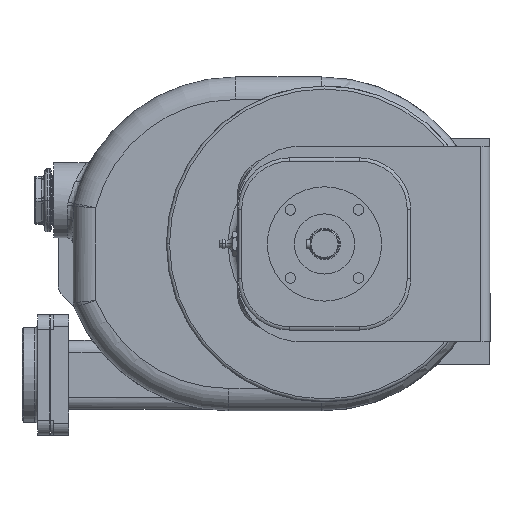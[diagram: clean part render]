
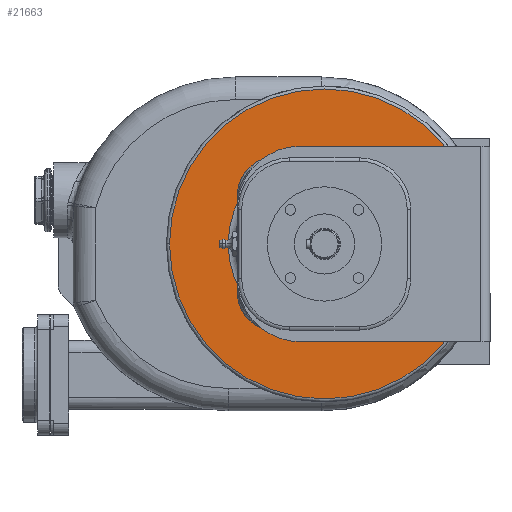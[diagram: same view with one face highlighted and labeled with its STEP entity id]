
A CAD part, left-side view. The second image highlights one B-rep face of the part: STEP entity #21663.
In plain terms, the highlighted planar face has unit normal (-1, 0, 0).
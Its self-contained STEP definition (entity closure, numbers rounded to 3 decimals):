
#5711=CARTESIAN_POINT('',(-58.5,110.,0.));
#5712=DIRECTION('',(1.,0.,0.));
#5713=DIRECTION('',(0.,1.,0.));
#5714=AXIS2_PLACEMENT_3D('',#5711,#5712,#5713);
#5716=CARTESIAN_POINT('',(-58.5,110.,0.));
#5717=DIRECTION('',(1.,0.,0.));
#5718=DIRECTION('',(0.,-1.,0.));
#5719=AXIS2_PLACEMENT_3D('',#5716,#5717,#5718);
#5721=CARTESIAN_POINT('',(-58.5,110.,0.));
#5722=DIRECTION('',(-1.,0.,0.));
#5723=DIRECTION('',(0.,-1.,0.));
#5724=AXIS2_PLACEMENT_3D('',#5721,#5722,#5723);
#5726=CARTESIAN_POINT('',(-58.5,110.,0.));
#5727=DIRECTION('',(-1.,0.,0.));
#5728=DIRECTION('',(0.,1.,0.));
#5729=AXIS2_PLACEMENT_3D('',#5726,#5727,#5728);
#12219=CARTESIAN_POINT('',(-58.5,45.989,0.));
#12220=CARTESIAN_POINT('',(-58.5,174.011,0.));
#12221=VERTEX_POINT('',#12219);
#12222=VERTEX_POINT('',#12220);
#12231=CARTESIAN_POINT('',(-58.5,213.,0.));
#12232=CARTESIAN_POINT('',(-58.5,7.,0.));
#12233=VERTEX_POINT('',#12231);
#12234=VERTEX_POINT('',#12232);
#21648=CARTESIAN_POINT('',(-58.5,110.,0.));
#21649=DIRECTION('',(-1.,0.,0.));
#21650=DIRECTION('',(0.,1.,0.));
#21651=AXIS2_PLACEMENT_3D('',#21648,#21649,#21650);
#21652=PLANE('',#21651);
#21653=ORIENTED_EDGE('',*,*,#21642,.T.);
#21654=ORIENTED_EDGE('',*,*,#21628,.T.);
#21655=EDGE_LOOP('',(#21653,#21654));
#21656=FACE_OUTER_BOUND('',#21655,.F.);
#21658=ORIENTED_EDGE('',*,*,#21657,.T.);
#21660=ORIENTED_EDGE('',*,*,#21659,.T.);
#21661=EDGE_LOOP('',(#21658,#21660));
#21662=FACE_BOUND('',#21661,.F.);
#21663=ADVANCED_FACE('',(#21656,#21662),#21652,.T.);
#5715=CIRCLE('',#5714,103.);
#5720=CIRCLE('',#5719,103.);
#5725=CIRCLE('',#5724,64.011);
#5730=CIRCLE('',#5729,64.011);
#21628=EDGE_CURVE('',#12234,#12233,#5720,.T.);
#21642=EDGE_CURVE('',#12233,#12234,#5715,.T.);
#21657=EDGE_CURVE('',#12221,#12222,#5725,.T.);
#21659=EDGE_CURVE('',#12222,#12221,#5730,.T.);
